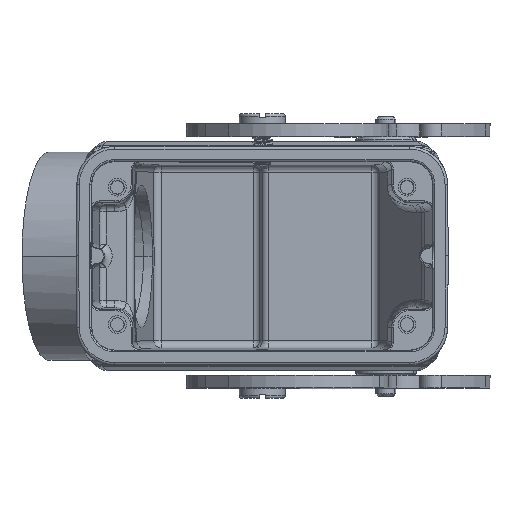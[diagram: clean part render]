
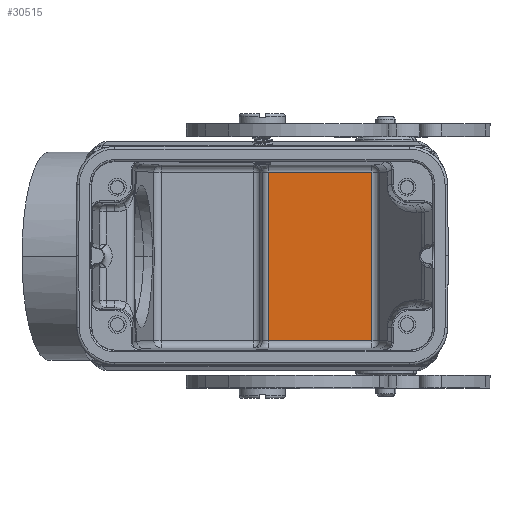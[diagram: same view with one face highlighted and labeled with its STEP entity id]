
A CAD part, top view. The second image highlights one B-rep face of the part: STEP entity #30515.
In plain terms, the highlighted planar face has unit normal (0, 0, 1).
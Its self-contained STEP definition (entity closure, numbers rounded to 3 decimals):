
#8982=DIRECTION('',(0.,1.,0.));
#8983=VECTOR('',#8982,33.092);
#8984=CARTESIAN_POINT('',(21.573,-16.546,-65.));
#8985=LINE('',#8984,#8983);
#9013=DIRECTION('',(-1.,0.,0.));
#9014=VECTOR('',#9013,20.339);
#9015=CARTESIAN_POINT('',(21.573,16.546,-65.));
#9016=LINE('',#9015,#9014);
#9027=DIRECTION('',(0.,-1.,0.));
#9028=VECTOR('',#9027,33.092);
#9029=CARTESIAN_POINT('',(1.235,16.546,-65.));
#9030=LINE('',#9029,#9028);
#9279=DIRECTION('',(1.,0.,0.));
#9280=VECTOR('',#9279,20.339);
#9281=CARTESIAN_POINT('',(1.235,-16.546,
-65.));
#9282=LINE('',#9281,#9280);
#18013=CARTESIAN_POINT('',(21.573,-16.546,-65.));
#18014=VERTEX_POINT('',#18013);
#18016=CARTESIAN_POINT('',(21.573,16.546,-65.));
#18018=VERTEX_POINT('',#18016);
#18019=CARTESIAN_POINT('',(1.235,16.546,
-65.));
#18020=VERTEX_POINT('',#18019);
#18021=CARTESIAN_POINT('',(1.235,-16.546,
-65.));
#18022=VERTEX_POINT('',#18021);
#30502=CARTESIAN_POINT('',(22.724,-18.6,-65.));
#30503=DIRECTION('',(0.,0.,-1.));
#30504=DIRECTION('',(-1.,0.,0.));
#30505=AXIS2_PLACEMENT_3D('',#30502,#30503,#30504);
#30506=PLANE('',#30505);
#30508=ORIENTED_EDGE('',*,*,#30507,.F.);
#30509=ORIENTED_EDGE('',*,*,#30494,.F.);
#30510=ORIENTED_EDGE('',*,*,#30470,.F.);
#30512=ORIENTED_EDGE('',*,*,#30511,.F.);
#30513=EDGE_LOOP('',(#30508,#30509,#30510,#30512));
#30514=FACE_OUTER_BOUND('',#30513,.F.);
#30470=EDGE_CURVE('',#18014,#18018,#8985,.T.);
#30494=EDGE_CURVE('',#18018,#18020,#9016,.T.);
#30507=EDGE_CURVE('',#18020,#18022,#9030,.T.);
#30511=EDGE_CURVE('',#18022,#18014,#9282,.T.);
#30515=ADVANCED_FACE('',(#30514),#30506,.F.);
